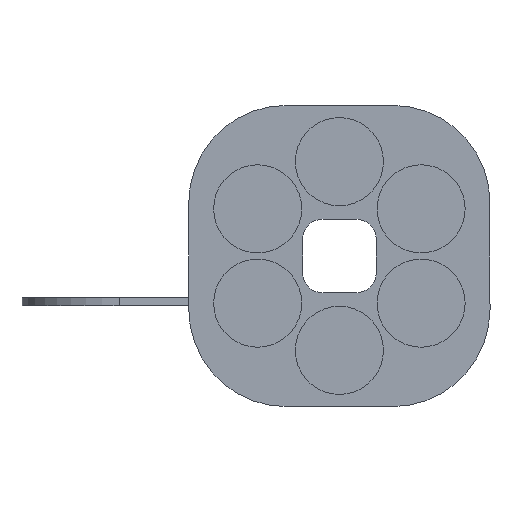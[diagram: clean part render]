
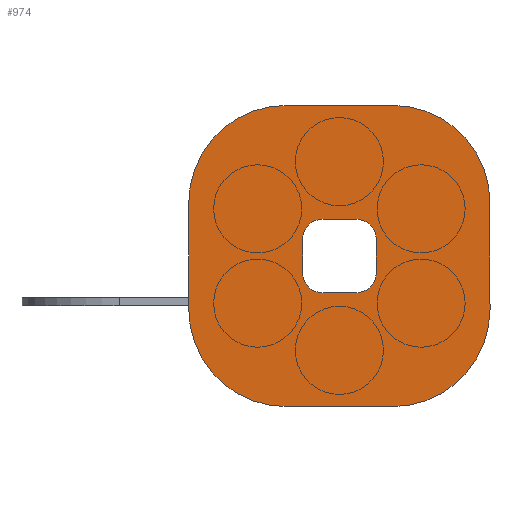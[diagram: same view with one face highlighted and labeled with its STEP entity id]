
A CAD part, left-side view. The second image highlights one B-rep face of the part: STEP entity #974.
In plain terms, the highlighted face is planar.
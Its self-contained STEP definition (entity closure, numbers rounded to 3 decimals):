
#29=FACE_BOUND('',#315,.T.);
#48=LINE('',#1575,#124);
#53=LINE('',#1589,#129);
#57=LINE('',#1601,#133);
#61=LINE('',#1613,#137);
#64=LINE('',#1623,#140);
#65=LINE('',#1627,#141);
#66=LINE('',#1631,#142);
#67=LINE('',#1635,#143);
#124=VECTOR('',#1241,10.);
#129=VECTOR('',#1254,10.);
#133=VECTOR('',#1266,10.);
#137=VECTOR('',#1278,10.);
#140=VECTOR('',#1289,10.);
#141=VECTOR('',#1292,10.);
#142=VECTOR('',#1295,10.);
#143=VECTOR('',#1298,10.);
#242=FACE_OUTER_BOUND('',#314,.T.);
#314=EDGE_LOOP('',(#699,#700,#701,#702,#703,#704,#705,#706));
#315=EDGE_LOOP('',(#707,#708,#709,#710,#711,#712,#713,#714));
#379=CIRCLE('',#1087,23.75);
#381=CIRCLE('',#1091,23.75);
#383=CIRCLE('',#1095,23.75);
#385=CIRCLE('',#1099,23.75);
#387=CIRCLE('',#1102,5.);
#388=CIRCLE('',#1103,5.);
#389=CIRCLE('',#1104,5.);
#390=CIRCLE('',#1105,5.);
#435=VERTEX_POINT('',#1573);
#436=VERTEX_POINT('',#1574);
#439=VERTEX_POINT('',#1582);
#441=VERTEX_POINT('',#1588);
#443=VERTEX_POINT('',#1594);
#445=VERTEX_POINT('',#1600);
#447=VERTEX_POINT('',#1606);
#449=VERTEX_POINT('',#1612);
#451=VERTEX_POINT('',#1621);
#452=VERTEX_POINT('',#1622);
#453=VERTEX_POINT('',#1624);
#454=VERTEX_POINT('',#1626);
#455=VERTEX_POINT('',#1628);
#456=VERTEX_POINT('',#1630);
#457=VERTEX_POINT('',#1632);
#458=VERTEX_POINT('',#1634);
#526=EDGE_CURVE('',#435,#436,#48,.T.);
#530=EDGE_CURVE('',#439,#435,#379,.T.);
#533=EDGE_CURVE('',#441,#439,#53,.T.);
#536=EDGE_CURVE('',#443,#441,#381,.T.);
#539=EDGE_CURVE('',#445,#443,#57,.T.);
#542=EDGE_CURVE('',#447,#445,#383,.T.);
#545=EDGE_CURVE('',#449,#447,#61,.T.);
#548=EDGE_CURVE('',#436,#449,#385,.T.);
#550=EDGE_CURVE('',#451,#452,#64,.T.);
#551=EDGE_CURVE('',#453,#451,#387,.T.);
#552=EDGE_CURVE('',#454,#453,#65,.T.);
#553=EDGE_CURVE('',#455,#454,#388,.T.);
#554=EDGE_CURVE('',#456,#455,#66,.T.);
#555=EDGE_CURVE('',#457,#456,#389,.T.);
#556=EDGE_CURVE('',#458,#457,#67,.T.);
#557=EDGE_CURVE('',#452,#458,#390,.T.);
#699=ORIENTED_EDGE('',*,*,#526,.T.);
#700=ORIENTED_EDGE('',*,*,#548,.T.);
#701=ORIENTED_EDGE('',*,*,#545,.T.);
#702=ORIENTED_EDGE('',*,*,#542,.T.);
#703=ORIENTED_EDGE('',*,*,#539,.T.);
#704=ORIENTED_EDGE('',*,*,#536,.T.);
#705=ORIENTED_EDGE('',*,*,#533,.T.);
#706=ORIENTED_EDGE('',*,*,#530,.T.);
#707=ORIENTED_EDGE('',*,*,#550,.F.);
#708=ORIENTED_EDGE('',*,*,#551,.F.);
#709=ORIENTED_EDGE('',*,*,#552,.F.);
#710=ORIENTED_EDGE('',*,*,#553,.F.);
#711=ORIENTED_EDGE('',*,*,#554,.F.);
#712=ORIENTED_EDGE('',*,*,#555,.F.);
#713=ORIENTED_EDGE('',*,*,#556,.F.);
#714=ORIENTED_EDGE('',*,*,#557,.F.);
#923=PLANE('',#1101);
#974=ADVANCED_FACE('',(#242,#29),#923,.T.);
#1087=AXIS2_PLACEMENT_3D('',#1583,#1247,#1248);
#1091=AXIS2_PLACEMENT_3D('',#1595,#1259,#1260);
#1095=AXIS2_PLACEMENT_3D('',#1607,#1271,#1272);
#1099=AXIS2_PLACEMENT_3D('',#1618,#1283,#1284);
#1101=AXIS2_PLACEMENT_3D('',#1620,#1287,#1288);
#1102=AXIS2_PLACEMENT_3D('',#1625,#1290,#1291);
#1103=AXIS2_PLACEMENT_3D('',#1629,#1293,#1294);
#1104=AXIS2_PLACEMENT_3D('',#1633,#1296,#1297);
#1105=AXIS2_PLACEMENT_3D('',#1636,#1299,#1300);
#1241=DIRECTION('',(-1.,0.,0.));
#1247=DIRECTION('center_axis',(0.,-1.,0.));
#1248=DIRECTION('ref_axis',(1.,0.,0.));
#1254=DIRECTION('',(0.,0.,1.));
#1259=DIRECTION('center_axis',(0.,-1.,0.));
#1260=DIRECTION('ref_axis',(0.,0.,-1.));
#1266=DIRECTION('',(1.,0.,0.));
#1271=DIRECTION('center_axis',(0.,-1.,0.));
#1272=DIRECTION('ref_axis',(-1.,0.,0.));
#1278=DIRECTION('',(0.,0.,-1.));
#1283=DIRECTION('center_axis',(0.,-1.,0.));
#1284=DIRECTION('ref_axis',(0.,0.,1.));
#1287=DIRECTION('center_axis',(0.,-1.,0.));
#1288=DIRECTION('ref_axis',(0.,0.,-1.));
#1289=DIRECTION('',(0.,0.,-1.));
#1290=DIRECTION('center_axis',(0.,-1.,0.));
#1291=DIRECTION('ref_axis',(0.,0.,-1.));
#1292=DIRECTION('',(-1.,0.,0.));
#1293=DIRECTION('center_axis',(0.,-1.,0.));
#1294=DIRECTION('ref_axis',(0.,0.,-1.));
#1295=DIRECTION('',(0.,0.,1.));
#1296=DIRECTION('center_axis',(0.,-1.,0.));
#1297=DIRECTION('ref_axis',(0.,0.,-1.));
#1298=DIRECTION('',(1.,0.,0.));
#1299=DIRECTION('center_axis',(0.,-1.,0.));
#1300=DIRECTION('ref_axis',(0.,0.,-1.));
#1573=CARTESIAN_POINT('',(13.,1.4,36.75));
#1574=CARTESIAN_POINT('',(-13.,1.4,36.75));
#1575=CARTESIAN_POINT('',(0.,1.4,36.75));
#1582=CARTESIAN_POINT('',(36.75,1.4,13.));
#1583=CARTESIAN_POINT('Origin',(13.,1.4,13.));
#1588=CARTESIAN_POINT('',(36.75,1.4,-13.));
#1589=CARTESIAN_POINT('',(36.75,1.4,0.));
#1594=CARTESIAN_POINT('',(13.,1.4,-36.75));
#1595=CARTESIAN_POINT('Origin',(13.,1.4,-13.));
#1600=CARTESIAN_POINT('',(-13.,1.4,-36.75));
#1601=CARTESIAN_POINT('',(-13.,1.4,-36.75));
#1606=CARTESIAN_POINT('',(-36.75,1.4,-13.));
#1607=CARTESIAN_POINT('Origin',(-13.,1.4,-13.));
#1612=CARTESIAN_POINT('',(-36.75,1.4,13.));
#1613=CARTESIAN_POINT('',(-36.75,1.4,13.));
#1618=CARTESIAN_POINT('Origin',(-13.,1.4,13.));
#1620=CARTESIAN_POINT('Origin',(-13.,1.4,13.));
#1621=CARTESIAN_POINT('',(-9.,1.4,4.));
#1622=CARTESIAN_POINT('',(-9.,1.4,-4.));
#1623=CARTESIAN_POINT('',(-9.,1.4,8.5));
#1624=CARTESIAN_POINT('',(-4.,1.4,9.));
#1625=CARTESIAN_POINT('Origin',(-4.,1.4,4.));
#1626=CARTESIAN_POINT('',(4.,1.4,9.));
#1627=CARTESIAN_POINT('',(-8.5,1.4,9.));
#1628=CARTESIAN_POINT('',(9.,1.4,4.));
#1629=CARTESIAN_POINT('Origin',(4.,1.4,4.));
#1630=CARTESIAN_POINT('',(9.,1.4,-4.));
#1631=CARTESIAN_POINT('',(9.,1.4,8.5));
#1632=CARTESIAN_POINT('',(4.,1.4,-9.));
#1633=CARTESIAN_POINT('Origin',(4.,1.4,-4.));
#1634=CARTESIAN_POINT('',(-4.,1.4,-9.));
#1635=CARTESIAN_POINT('',(-8.5,1.4,-9.));
#1636=CARTESIAN_POINT('Origin',(-4.,1.4,-4.));
